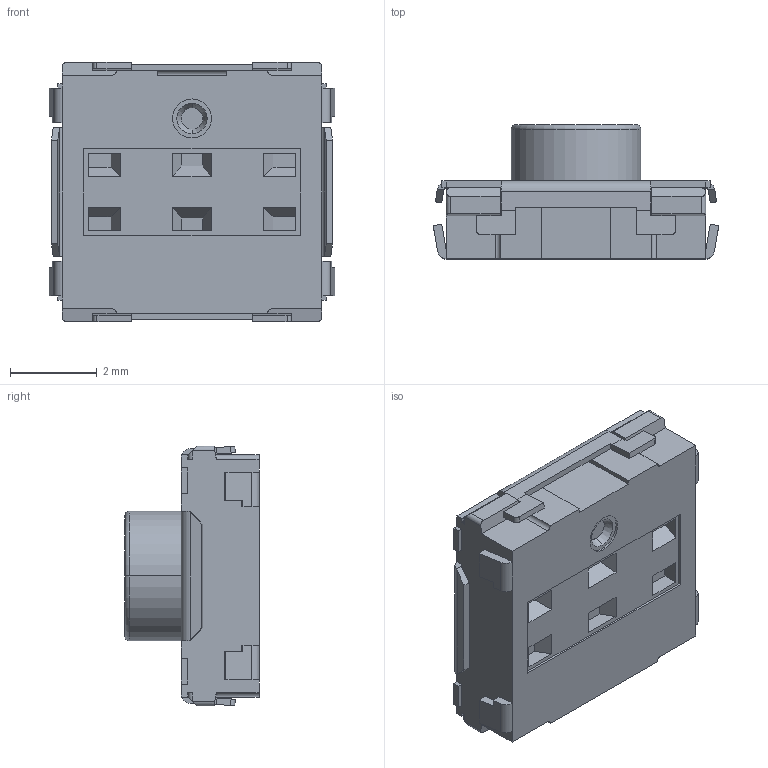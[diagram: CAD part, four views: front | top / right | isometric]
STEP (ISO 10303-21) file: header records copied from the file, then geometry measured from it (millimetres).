
FILE_DESCRIPTION (( 'STEP AP203' ), '1' );
FILE_NAME ('EVQQ2Y03W.STEP', '2013-07-11T22:38:35', ( '' ), ( '' ), 'SwSTEP 2.0', 'SolidWorks 2011', '' );
FILE_SCHEMA (( 'CONFIG_CONTROL_DESIGN' ));
Length unit declared in the file: millimetre
Products named in the file (1): EVQQ2Y03W
Bounding box: 6.6 x 3.1 x 6 mm (x, y, z)
Volume: 69.2 mm3; surface area: 155.3 mm2
Topology: 1 solids, 1 shells, 228 faces, 613 edges, 398 vertices
Faces by surface type: plane 182, cylinder 42, torus 2, cone 2
Entity records: 7135 total; most frequent: CARTESIAN_POINT 1351, ORIENTED_EDGE 1226, DIRECTION 1128, EDGE_CURVE 613, LINE 502, VECTOR 502, VERTEX_POINT 398, AXIS2_PLACEMENT_3D 313
